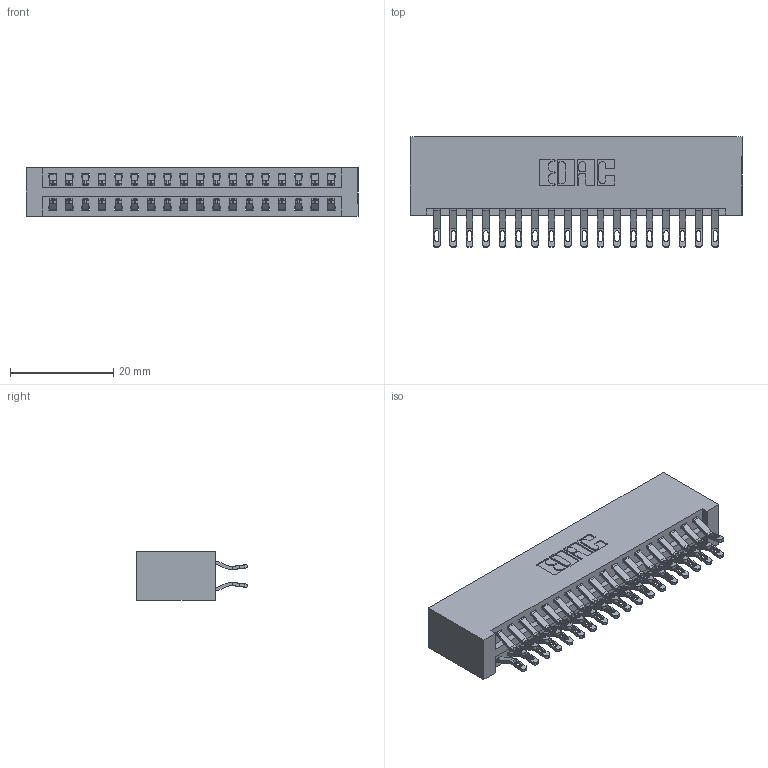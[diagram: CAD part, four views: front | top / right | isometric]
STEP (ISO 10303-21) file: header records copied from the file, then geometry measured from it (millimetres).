
FILE_DESCRIPTION (( 'STEP AP203' ), '1' );
FILE_NAME ('346-036-555-201.STEP', '2018-08-24T02:12:39', ( '' ), ( '' ), 'SwSTEP 2.0', 'SolidWorks 2016', '' );
FILE_SCHEMA (( 'CONFIG_CONTROL_DESIGN' ));
Length unit declared in the file: inch
Products named in the file (3): 346 Part_No Mounting Lugs; 345-292-001_555 Tail; 346-036-555-201
Assembly tree (37 placements, depth 2):
  346-036-555-201
    346 Part_No Mounting Lugs
    345-292-001_555 Tail  x36
Bounding box: 64.39 x 21.46 x 9.4 mm (x, y, z)
Volume: 6770 mm3; surface area: 9464 mm2
Topology: 37 solids, 37 shells, 2202 faces, 6893 edges, 4594 vertices
Faces by surface type: plane 1260, cylinder 942
Entity records: 15027 total; most frequent: CARTESIAN_POINT 2542, ORIENTED_EDGE 2446, DIRECTION 2255, EDGE_CURVE 1223, LINE 1007, VECTOR 1007, VERTEX_POINT 814, AXIS2_PLACEMENT_3D 624
